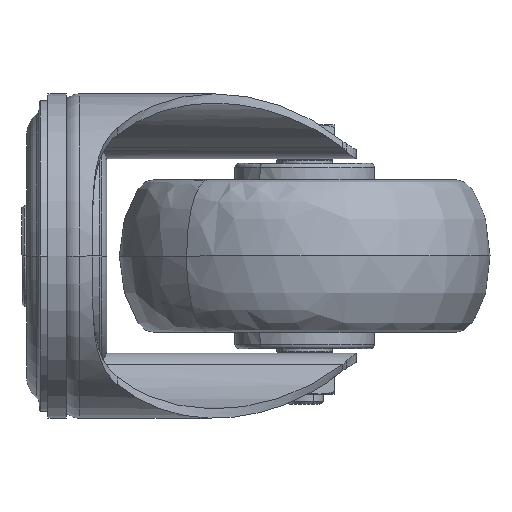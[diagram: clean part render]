
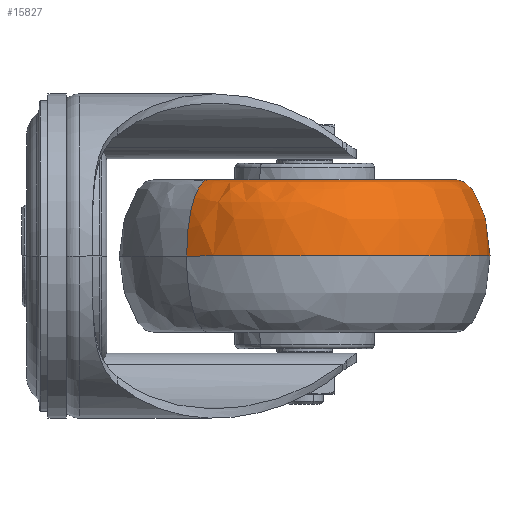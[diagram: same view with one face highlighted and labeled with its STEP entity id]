
A CAD part, left-side view. The second image highlights one B-rep face of the part: STEP entity #15827.
In plain terms, the highlighted free-form (B-spline) face has degree [3, 3] with [4, 4] control points.
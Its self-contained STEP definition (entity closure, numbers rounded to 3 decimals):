
#51 = CARTESIAN_POINT ( 'NONE',  ( -43.798, -97.181, 9.665 ) ) ;
#291 = CARTESIAN_POINT ( 'NONE',  ( -28.461, -90.397, 16.5 ) ) ;
#1273 = EDGE_CURVE ( 'NONE', #8138, #20909, #18120, .T. ) ;
#1326 = CARTESIAN_POINT ( 'NONE',  ( 7.168, -35.517, 0. ) ) ;
#1666 = CARTESIAN_POINT ( 'NONE',  ( 63.051, -81.705, 16.5 ) ) ;
#2205 = VERTEX_POINT ( 'NONE', #1326 ) ;
#3394 = CARTESIAN_POINT ( 'NONE',  ( 9.562, -37.496, 16.5 ) ) ;
#4290 = CARTESIAN_POINT ( 'NONE',  ( 12.949, -40.295, 16.5 ) ) ;
#4517 = EDGE_CURVE ( 'NONE', #2205, #20909, #18580, .T. ) ;
#5594 = CARTESIAN_POINT ( 'NONE',  ( 12.949, -40.295, 16.5 ) ) ;
#5687 = DIRECTION ( 'NONE',  ( 0.771, -0.637, 0. ) ) ;
#5746 = ORIENTED_EDGE ( 'NONE', *, *, #4517, .T. ) ;
#6192 = ORIENTED_EDGE ( 'NONE', *, *, #20947, .F. ) ;
#6505 = CARTESIAN_POINT ( 'NONE',  ( 9.562, -37.496, 16.5 ) ) ;
#6584 = ORIENTED_EDGE ( 'NONE', *, *, #15448, .F. ) ;
#6930 = CARTESIAN_POINT ( 'NONE',  ( 17.866, -148.147, 0. ) ) ;
#7167 = CARTESIAN_POINT ( 'NONE',  ( -43.798, -97.181, 0. ) ) ;
#7407 = CARTESIAN_POINT ( 'NONE',  ( 21.641, -131.807, 16.5 ) ) ;
#8138 = VERTEX_POINT ( 'NONE', #16930 ) ;
#8561 = FACE_OUTER_BOUND ( 'NONE', #8830, .T. ) ;
#8684 = CARTESIAN_POINT ( 'NONE',  ( 63.051, -81.705, 16.5 ) ) ;
#8721 = AXIS2_PLACEMENT_3D ( 'NONE', #15187, #20389, #5687 ) ;
#8781 = CARTESIAN_POINT ( 'NONE',  ( 7.168, -35.517, 0. ) ) ;
#8830 = EDGE_LOOP ( 'NONE', ( #6192, #5746, #16251, #6584 ) ) ;
#10520 = CARTESIAN_POINT ( 'NONE',  ( 68.832, -86.483, 0. ) ) ;
#10851 = CARTESIAN_POINT ( 'NONE',  ( 68.832, -86.483, 0. ) ) ;
#11094 =( BOUNDED_SURFACE ( )  B_SPLINE_SURFACE ( 3, 3, ( 
 ( #1666, #7407, #291, #5594 ),
 ( #17711, #17596, #20989, #3394 ),
 ( #22549, #17824, #51, #17475 ),
 ( #10851, #6930, #7167, #8781 ) ),
 .UNSPECIFIED., .F., .F., .T. ) 
 B_SPLINE_SURFACE_WITH_KNOTS ( ( 4, 4 ),
 ( 4, 4 ),
 ( 0., 1. ),
 ( 0., 1. ),
 .UNSPECIFIED. ) 
 GEOMETRIC_REPRESENTATION_ITEM ( )  RATIONAL_B_SPLINE_SURFACE ( (
 ( 1., 0.333, 0.333, 1.),
 ( 0.805, 0.268, 0.268, 0.805),
 ( 0.805, 0.268, 0.268, 0.805),
 ( 1., 0.333, 0.333, 1.) ) ) 
 REPRESENTATION_ITEM ( '' )  SURFACE ( )  );
#11376 = AXIS2_PLACEMENT_3D ( 'NONE', #13778, #11902, #17160 ) ;
#11549 = CARTESIAN_POINT ( 'NONE',  ( 68.832, -86.483, 0. ) ) ;
#11685 =( BOUNDED_CURVE ( )  B_SPLINE_CURVE ( 3, ( #13527, #15327, #6505, #20420 ),
 .UNSPECIFIED., .F., .F. ) 
 B_SPLINE_CURVE_WITH_KNOTS ( ( 4, 4 ),
 ( 4.712, 6.283 ),
 .UNSPECIFIED. ) 
 CURVE ( )  GEOMETRIC_REPRESENTATION_ITEM ( )  RATIONAL_B_SPLINE_CURVE ( ( 1., 0.805, 0.805, 1. ) ) 
 REPRESENTATION_ITEM ( '' )  );
#11902 = DIRECTION ( 'NONE',  ( 0., 0., 1. ) ) ;
#13527 = CARTESIAN_POINT ( 'NONE',  ( 7.168, -35.517, 0. ) ) ;
#13778 = CARTESIAN_POINT ( 'NONE',  ( 38., -61., 16.5 ) ) ;
#14702 = CIRCLE ( 'NONE', #11376, 32.5 ) ;
#15187 = CARTESIAN_POINT ( 'NONE',  ( 38., -61., 0. ) ) ;
#15327 = CARTESIAN_POINT ( 'NONE',  ( 7.168, -35.517, 9.665 ) ) ;
#15448 = EDGE_CURVE ( 'NONE', #19597, #8138, #14702, .T. ) ;
#15659 = CARTESIAN_POINT ( 'NONE',  ( 66.438, -84.504, 16.5 ) ) ;
#15827 = ADVANCED_FACE ( 'NONE', ( #8561 ), #11094, .F. ) ;
#16251 = ORIENTED_EDGE ( 'NONE', *, *, #1273, .F. ) ;
#16930 = CARTESIAN_POINT ( 'NONE',  ( 63.051, -81.705, 16.5 ) ) ;
#17160 = DIRECTION ( 'NONE',  ( -0.771, 0.637, 0. ) ) ;
#17475 = CARTESIAN_POINT ( 'NONE',  ( 7.168, -35.517, 9.665 ) ) ;
#17596 = CARTESIAN_POINT ( 'NONE',  ( 19.43, -141.379, 16.5 ) ) ;
#17711 = CARTESIAN_POINT ( 'NONE',  ( 66.438, -84.504, 16.5 ) ) ;
#17824 = CARTESIAN_POINT ( 'NONE',  ( 17.866, -148.147, 9.665 ) ) ;
#18120 =( BOUNDED_CURVE ( )  B_SPLINE_CURVE ( 3, ( #8684, #15659, #18945, #10520 ),
 .UNSPECIFIED., .F., .F. ) 
 B_SPLINE_CURVE_WITH_KNOTS ( ( 4, 4 ),
 ( 0., 1.571 ),
 .UNSPECIFIED. ) 
 CURVE ( )  GEOMETRIC_REPRESENTATION_ITEM ( )  RATIONAL_B_SPLINE_CURVE ( ( 1., 0.805, 0.805, 1. ) ) 
 REPRESENTATION_ITEM ( '' )  );
#18580 = CIRCLE ( 'NONE', #8721, 40. ) ;
#18945 = CARTESIAN_POINT ( 'NONE',  ( 68.832, -86.483, 9.665 ) ) ;
#19597 = VERTEX_POINT ( 'NONE', #4290 ) ;
#20389 = DIRECTION ( 'NONE',  ( 0., 0., 1. ) ) ;
#20420 = CARTESIAN_POINT ( 'NONE',  ( 12.949, -40.295, 16.5 ) ) ;
#20909 = VERTEX_POINT ( 'NONE', #11549 ) ;
#20947 = EDGE_CURVE ( 'NONE', #2205, #19597, #11685, .T. ) ;
#20989 = CARTESIAN_POINT ( 'NONE',  ( -37.445, -94.371, 16.5 ) ) ;
#22549 = CARTESIAN_POINT ( 'NONE',  ( 68.832, -86.483, 9.665 ) ) ;
